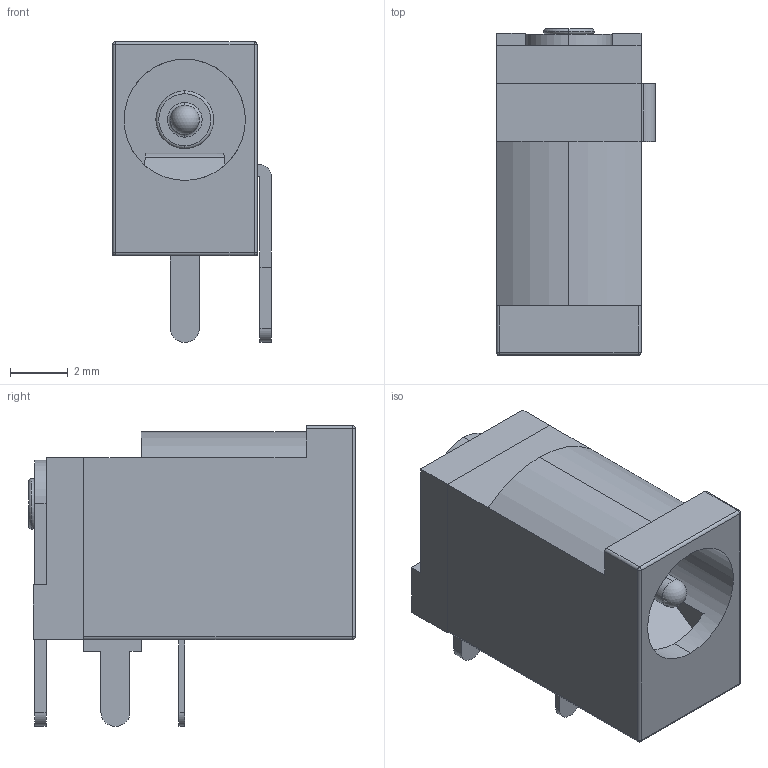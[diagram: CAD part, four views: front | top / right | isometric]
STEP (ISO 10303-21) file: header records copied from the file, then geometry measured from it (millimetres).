
FILE_DESCRIPTION(('STEP AP214'),'1');
FILE_NAME('694102303002.stp','2018-04-05T08:34:03',('TraceParts'),('TraceParts S.A.'),'Spatial InterOp 3D',' ',' ');
FILE_SCHEMA(('automotive_design'));
Length unit declared in the file: millimetre
Products named in the file (6): 694102303002_1; 694102303002_2; 694102303002_3; 694102303002_4; 694102303002_5; 694102303002_6
Bounding box: 5.5 x 11.3 x 10.4 mm (x, y, z)
Volume: 252.8 mm3; surface area: 836.2 mm2
Topology: 6 solids, 6 shells, 186 faces, 493 edges, 317 vertices
Faces by surface type: plane 105, cylinder 56, torus 18, sphere 5, bspline 2
Entity records: 7349 total; most frequent: DIRECTION 1032, CARTESIAN_POINT 1026, ORIENTED_EDGE 974, EDGE_CURVE 487, AXIS2_PLACEMENT_3D 355, LINE 322, VECTOR 322, VERTEX_POINT 317
